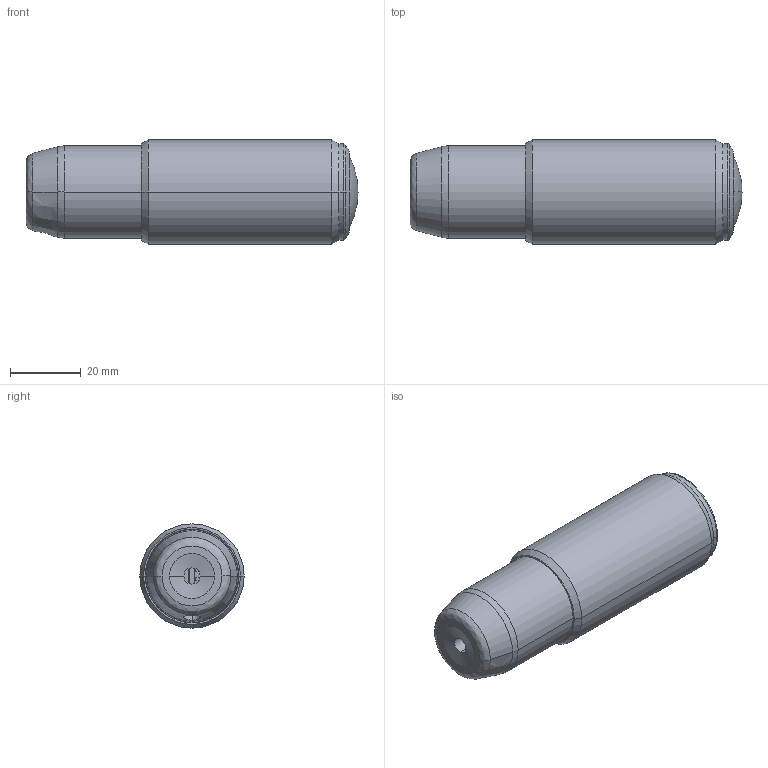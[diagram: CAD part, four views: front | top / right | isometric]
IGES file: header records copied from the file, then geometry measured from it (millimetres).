
Start section:  PTC IGES file: 148995.igs
Global section: file name: 148995.igs; native system: Pro/ENGINEER by Parametric Technology Corporation; preprocessor: 2009141; author: banengservice; organization: Unknown; date: 20090921.103037; units: inch
Bounding box: 93.88 x 29.46 x 29.46 mm (x, y, z)
Volume: 32079.1 mm3; surface area: 26524.9 mm2
Topology: 1 solids, 1 shells, 1663 faces, 4498 edges, 2925 vertices
Faces by surface type: bspline 1361, revolution 302
